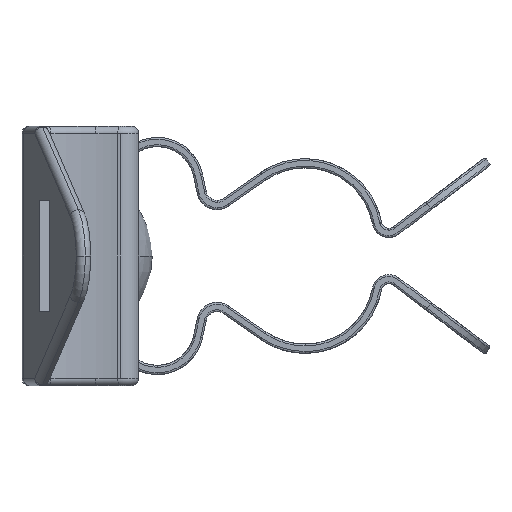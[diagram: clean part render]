
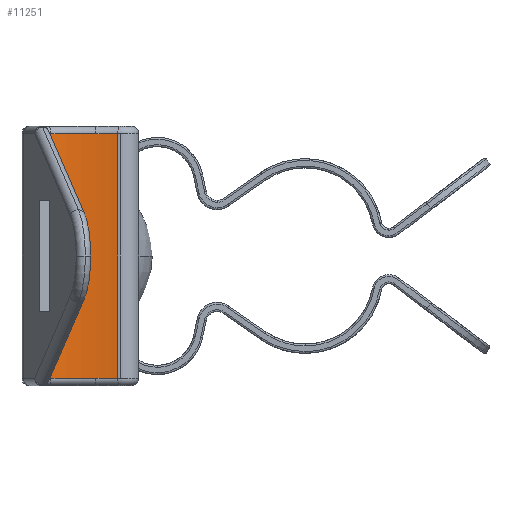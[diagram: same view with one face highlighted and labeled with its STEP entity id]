
A CAD part, left-side view. The second image highlights one B-rep face of the part: STEP entity #11251.
In plain terms, the highlighted cylindrical face has radius 10 mm (diameter 20 mm), a partial arc.
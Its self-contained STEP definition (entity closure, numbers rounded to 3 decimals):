
#211 = CARTESIAN_POINT ( 'NONE',  ( -17.43, 2.31, 13.6 ) ) ;
#676 = ORIENTED_EDGE ( 'NONE', *, *, #8667, .T. ) ;
#1529 = AXIS2_PLACEMENT_3D ( 'NONE', #10259, #6773, #10367 ) ;
#1789 = VERTEX_POINT ( 'NONE', #10009 ) ;
#1861 = DIRECTION ( 'NONE',  ( 0., 0., -1. ) ) ;
#1979 = CARTESIAN_POINT ( 'NONE',  ( -17.73, 4.743, 0.4 ) ) ;
#2126 = CARTESIAN_POINT ( 'NONE',  ( -17.501, 1.119, 0.4 ) ) ;
#2226 = AXIS2_PLACEMENT_3D ( 'NONE', #4901, #8693, #4958 ) ;
#2444 = VERTEX_POINT ( 'NONE', #10943 ) ;
#2509 = CARTESIAN_POINT ( 'NONE',  ( -17.73, 4.743, 14. ) ) ;
#2567 = DIRECTION ( 'NONE',  ( 0., 0., -1. ) ) ;
#2813 = VERTEX_POINT ( 'NONE', #1979 ) ;
#2887 = EDGE_CURVE ( 'NONE', #6531, #1789, #10385, .T. ) ;
#3317 = CARTESIAN_POINT ( 'NONE',  ( -17.501, 1.119, 14. ) ) ;
#3348 = CIRCLE ( 'NONE', #2226, 10. ) ;
#3673 = DIRECTION ( 'NONE',  ( 1., 0., 0. ) ) ;
#3989 = VERTEX_POINT ( 'NONE', #8794 ) ;
#4056 = ORIENTED_EDGE ( 'NONE', *, *, #7061, .T. ) ;
#4351 = EDGE_CURVE ( 'NONE', #5754, #2444, #4739, .T. ) ;
#4739 = CIRCLE ( 'NONE', #11339, 10. ) ;
#4788 = CARTESIAN_POINT ( 'NONE',  ( -27.43, 2.31, 0.4 ) ) ;
#4871 = ORIENTED_EDGE ( 'NONE', *, *, #2887, .T. ) ;
#4901 = CARTESIAN_POINT ( 'NONE',  ( -27.43, 2.31, 13.6 ) ) ;
#4958 = DIRECTION ( 'NONE',  ( 1., 0., 0. ) ) ;
#5551 = VECTOR ( 'NONE', #10555, 1000. ) ;
#5754 = VERTEX_POINT ( 'NONE', #211 ) ;
#5918 = EDGE_CURVE ( 'NONE', #3989, #6531, #7421, .T. ) ;
#5941 = FACE_OUTER_BOUND ( 'NONE', #8118, .T. ) ;
#6531 = VERTEX_POINT ( 'NONE', #2126 ) ;
#6773 = DIRECTION ( 'NONE',  ( 0., 0., -1. ) ) ;
#6975 = CARTESIAN_POINT ( 'NONE',  ( -27.43, 2.31, 13.6 ) ) ;
#7061 = EDGE_CURVE ( 'NONE', #2444, #2813, #8818, .T. ) ;
#7421 = CIRCLE ( 'NONE', #9301, 10. ) ;
#7510 = ORIENTED_EDGE ( 'NONE', *, *, #10463, .T. ) ;
#7595 = AXIS2_PLACEMENT_3D ( 'NONE', #9238, #10945, #8296 ) ;
#8118 = EDGE_LOOP ( 'NONE', ( #4056, #676, #11158, #4871, #7510, #8459 ) ) ;
#8296 = DIRECTION ( 'NONE',  ( 1., 0., 0. ) ) ;
#8459 = ORIENTED_EDGE ( 'NONE', *, *, #4351, .T. ) ;
#8546 = CYLINDRICAL_SURFACE ( 'NONE', #1529, 10. ) ;
#8667 = EDGE_CURVE ( 'NONE', #2813, #3989, #10223, .T. ) ;
#8693 = DIRECTION ( 'NONE',  ( 0., 0., 1. ) ) ;
#8794 = CARTESIAN_POINT ( 'NONE',  ( -17.43, 2.31, 0.4 ) ) ;
#8818 = LINE ( 'NONE', #2509, #9293 ) ;
#9238 = CARTESIAN_POINT ( 'NONE',  ( -27.43, 2.31, 0.4 ) ) ;
#9293 = VECTOR ( 'NONE', #2567, 1000. ) ;
#9301 = AXIS2_PLACEMENT_3D ( 'NONE', #4788, #1861, #3673 ) ;
#10009 = CARTESIAN_POINT ( 'NONE',  ( -17.501, 1.119, 13.6 ) ) ;
#10223 = CIRCLE ( 'NONE', #7595, 10. ) ;
#10259 = CARTESIAN_POINT ( 'NONE',  ( -27.43, 2.31, 14. ) ) ;
#10367 = DIRECTION ( 'NONE',  ( -1., 0., 0. ) ) ;
#10385 = LINE ( 'NONE', #3317, #5551 ) ;
#10463 = EDGE_CURVE ( 'NONE', #1789, #5754, #3348, .T. ) ;
#10555 = DIRECTION ( 'NONE',  ( 0., 0., 1. ) ) ;
#10569 = DIRECTION ( 'NONE',  ( 0., 0., 1. ) ) ;
#10943 = CARTESIAN_POINT ( 'NONE',  ( -17.73, 4.743, 13.6 ) ) ;
#10945 = DIRECTION ( 'NONE',  ( 0., 0., -1. ) ) ;
#11158 = ORIENTED_EDGE ( 'NONE', *, *, #5918, .T. ) ;
#11251 = ADVANCED_FACE ( 'NONE', ( #5941 ), #8546, .F. ) ;
#11339 = AXIS2_PLACEMENT_3D ( 'NONE', #6975, #10569, #11345 ) ;
#11345 = DIRECTION ( 'NONE',  ( 1., 0., 0. ) ) ;
